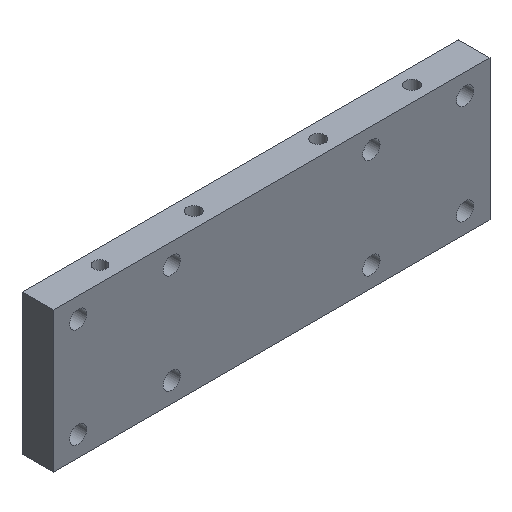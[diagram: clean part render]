
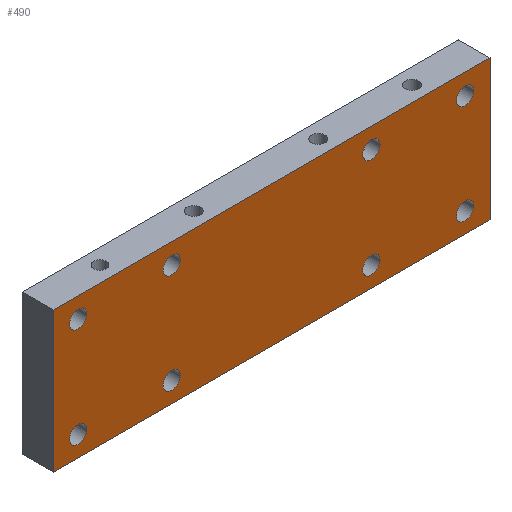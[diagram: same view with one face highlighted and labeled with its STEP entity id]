
A CAD part, isometric view. The second image highlights one B-rep face of the part: STEP entity #490.
In plain terms, the highlighted planar face has unit normal (0, -1, 0).
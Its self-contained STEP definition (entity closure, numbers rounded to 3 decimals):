
#31=FACE_BOUND('',#129,.T.);
#32=FACE_BOUND('',#130,.T.);
#33=FACE_BOUND('',#131,.T.);
#34=FACE_BOUND('',#132,.T.);
#35=FACE_BOUND('',#133,.T.);
#36=FACE_BOUND('',#134,.T.);
#37=FACE_BOUND('',#135,.T.);
#38=FACE_BOUND('',#136,.T.);
#52=PLANE('',#566);
#82=FACE_OUTER_BOUND('',#128,.T.);
#128=EDGE_LOOP('',(#433,#434,#435,#436));
#129=EDGE_LOOP('',(#437));
#130=EDGE_LOOP('',(#438));
#131=EDGE_LOOP('',(#439));
#132=EDGE_LOOP('',(#440));
#133=EDGE_LOOP('',(#441));
#134=EDGE_LOOP('',(#442));
#135=EDGE_LOOP('',(#443));
#136=EDGE_LOOP('',(#444));
#153=LINE('',#829,#181);
#157=LINE('',#837,#185);
#160=LINE('',#843,#188);
#163=LINE('',#848,#191);
#181=VECTOR('',#699,10.);
#185=VECTOR('',#705,10.);
#188=VECTOR('',#710,10.);
#191=VECTOR('',#715,10.);
#209=CIRCLE('',#538,2.75);
#211=CIRCLE('',#541,2.75);
#213=CIRCLE('',#544,2.75);
#215=CIRCLE('',#547,2.75);
#217=CIRCLE('',#550,2.75);
#219=CIRCLE('',#553,2.75);
#221=CIRCLE('',#556,2.75);
#223=CIRCLE('',#559,2.75);
#241=VERTEX_POINT('',#779);
#243=VERTEX_POINT('',#785);
#245=VERTEX_POINT('',#791);
#247=VERTEX_POINT('',#797);
#249=VERTEX_POINT('',#803);
#251=VERTEX_POINT('',#809);
#253=VERTEX_POINT('',#815);
#255=VERTEX_POINT('',#821);
#257=VERTEX_POINT('',#827);
#258=VERTEX_POINT('',#828);
#261=VERTEX_POINT('',#836);
#263=VERTEX_POINT('',#842);
#289=EDGE_CURVE('',#241,#241,#209,.T.);
#292=EDGE_CURVE('',#243,#243,#211,.T.);
#295=EDGE_CURVE('',#245,#245,#213,.T.);
#298=EDGE_CURVE('',#247,#247,#215,.T.);
#301=EDGE_CURVE('',#249,#249,#217,.T.);
#304=EDGE_CURVE('',#251,#251,#219,.T.);
#307=EDGE_CURVE('',#253,#253,#221,.T.);
#310=EDGE_CURVE('',#255,#255,#223,.T.);
#313=EDGE_CURVE('',#257,#258,#153,.T.);
#317=EDGE_CURVE('',#258,#261,#157,.T.);
#320=EDGE_CURVE('',#261,#263,#160,.T.);
#323=EDGE_CURVE('',#263,#257,#163,.T.);
#433=ORIENTED_EDGE('',*,*,#323,.T.);
#434=ORIENTED_EDGE('',*,*,#313,.T.);
#435=ORIENTED_EDGE('',*,*,#317,.T.);
#436=ORIENTED_EDGE('',*,*,#320,.T.);
#437=ORIENTED_EDGE('',*,*,#289,.T.);
#438=ORIENTED_EDGE('',*,*,#292,.T.);
#439=ORIENTED_EDGE('',*,*,#295,.T.);
#440=ORIENTED_EDGE('',*,*,#298,.T.);
#441=ORIENTED_EDGE('',*,*,#301,.T.);
#442=ORIENTED_EDGE('',*,*,#304,.T.);
#443=ORIENTED_EDGE('',*,*,#307,.T.);
#444=ORIENTED_EDGE('',*,*,#310,.T.);
#490=ADVANCED_FACE('',(#82,#31,#32,#33,#34,#35,#36,#37,#38),#52,.F.);
#538=AXIS2_PLACEMENT_3D('',#780,#643,#644);
#541=AXIS2_PLACEMENT_3D('',#786,#650,#651);
#544=AXIS2_PLACEMENT_3D('',#792,#657,#658);
#547=AXIS2_PLACEMENT_3D('',#798,#664,#665);
#550=AXIS2_PLACEMENT_3D('',#804,#671,#672);
#553=AXIS2_PLACEMENT_3D('',#810,#678,#679);
#556=AXIS2_PLACEMENT_3D('',#816,#685,#686);
#559=AXIS2_PLACEMENT_3D('',#822,#692,#693);
#566=AXIS2_PLACEMENT_3D('',#851,#719,#720);
#643=DIRECTION('center_axis',(0.,1.,0.));
#644=DIRECTION('ref_axis',(1.,0.,0.));
#650=DIRECTION('center_axis',(0.,1.,0.));
#651=DIRECTION('ref_axis',(1.,0.,0.));
#657=DIRECTION('center_axis',(0.,1.,0.));
#658=DIRECTION('ref_axis',(1.,0.,0.));
#664=DIRECTION('center_axis',(0.,1.,0.));
#665=DIRECTION('ref_axis',(1.,0.,0.));
#671=DIRECTION('center_axis',(0.,1.,0.));
#672=DIRECTION('ref_axis',(1.,0.,0.));
#678=DIRECTION('center_axis',(0.,1.,0.));
#679=DIRECTION('ref_axis',(1.,0.,0.));
#685=DIRECTION('center_axis',(0.,1.,0.));
#686=DIRECTION('ref_axis',(1.,0.,0.));
#692=DIRECTION('center_axis',(0.,1.,0.));
#693=DIRECTION('ref_axis',(1.,0.,0.));
#699=DIRECTION('',(0.,0.,-1.));
#705=DIRECTION('',(1.,0.,0.));
#710=DIRECTION('',(0.,0.,1.));
#715=DIRECTION('',(-1.,0.,0.));
#719=DIRECTION('center_axis',(0.,1.,0.));
#720=DIRECTION('ref_axis',(1.,0.,0.));
#779=CARTESIAN_POINT('',(99.25,0.,6.5));
#780=CARTESIAN_POINT('Origin',(102.,0.,6.5));
#785=CARTESIAN_POINT('',(35.25,0.,38.5));
#786=CARTESIAN_POINT('Origin',(38.,0.,38.5));
#791=CARTESIAN_POINT('',(99.25,0.,38.5));
#792=CARTESIAN_POINT('Origin',(102.,0.,38.5));
#797=CARTESIAN_POINT('',(35.25,0.,6.5));
#798=CARTESIAN_POINT('Origin',(38.,0.,6.5));
#803=CARTESIAN_POINT('',(129.25,0.,6.5));
#804=CARTESIAN_POINT('Origin',(132.,0.,6.5));
#809=CARTESIAN_POINT('',(5.25,0.,38.5));
#810=CARTESIAN_POINT('Origin',(8.,0.,38.5));
#815=CARTESIAN_POINT('',(129.25,0.,38.5));
#816=CARTESIAN_POINT('Origin',(132.,0.,38.5));
#821=CARTESIAN_POINT('',(5.25,0.,6.5));
#822=CARTESIAN_POINT('Origin',(8.,0.,6.5));
#827=CARTESIAN_POINT('',(0.,0.,45.));
#828=CARTESIAN_POINT('',(0.,0.,0.));
#829=CARTESIAN_POINT('',(0.,0.,45.));
#836=CARTESIAN_POINT('',(140.,0.,0.));
#837=CARTESIAN_POINT('',(0.,0.,0.));
#842=CARTESIAN_POINT('',(140.,0.,45.));
#843=CARTESIAN_POINT('',(140.,0.,0.));
#848=CARTESIAN_POINT('',(140.,0.,45.));
#851=CARTESIAN_POINT('Origin',(70.,0.,22.5));
